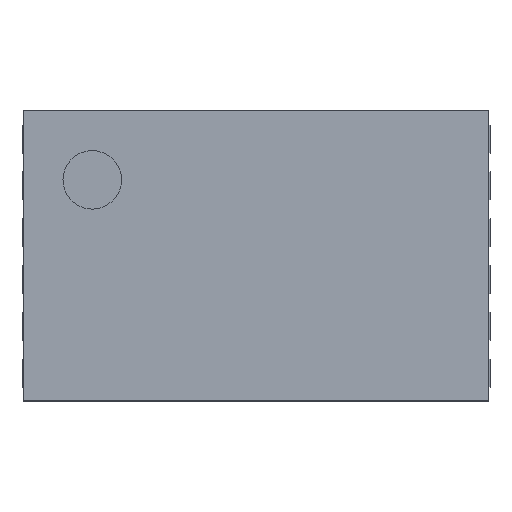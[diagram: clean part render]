
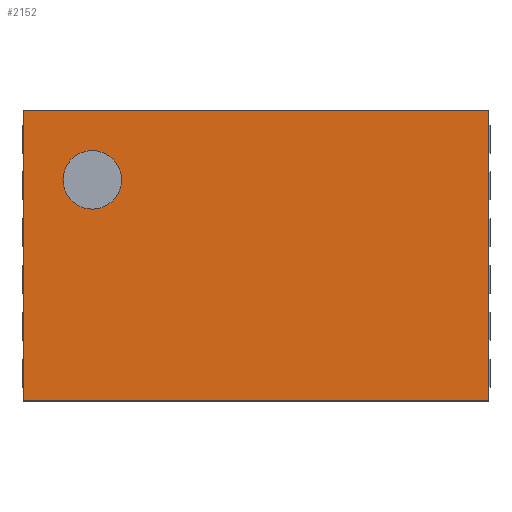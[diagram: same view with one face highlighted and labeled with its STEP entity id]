
A CAD part, top view. The second image highlights one B-rep face of the part: STEP entity #2152.
In plain terms, the highlighted planar face has unit normal (0, 0, 1).
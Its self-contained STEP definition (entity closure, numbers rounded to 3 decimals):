
#622 = VERTEX_POINT('',#623);
#623 = CARTESIAN_POINT('',(1.99,1.24,0.92));
#629 = EDGE_CURVE('',#622,#630,#632,.T.);
#630 = VERTEX_POINT('',#631);
#631 = CARTESIAN_POINT('',(1.99,-1.24,0.92));
#632 = LINE('',#633,#634);
#633 = CARTESIAN_POINT('',(1.99,1.24,0.92));
#634 = VECTOR('',#635,1.);
#635 = DIRECTION('',(0.,-1.,0.));
#790 = VERTEX_POINT('',#791);
#791 = CARTESIAN_POINT('',(-1.99,1.24,0.92));
#799 = EDGE_CURVE('',#790,#622,#800,.T.);
#800 = LINE('',#801,#802);
#801 = CARTESIAN_POINT('',(-1.99,1.24,0.92));
#802 = VECTOR('',#803,1.);
#803 = DIRECTION('',(1.,0.,0.));
#855 = EDGE_CURVE('',#790,#856,#858,.T.);
#856 = VERTEX_POINT('',#857);
#857 = CARTESIAN_POINT('',(-1.99,-1.24,0.92));
#858 = LINE('',#859,#860);
#859 = CARTESIAN_POINT('',(-1.99,1.24,0.92));
#860 = VECTOR('',#861,1.);
#861 = DIRECTION('',(0.,-1.,0.));
#2142 = EDGE_CURVE('',#856,#630,#2143,.T.);
#2143 = LINE('',#2144,#2145);
#2144 = CARTESIAN_POINT('',(-1.99,-1.24,0.92));
#2145 = VECTOR('',#2146,1.);
#2146 = DIRECTION('',(1.,0.,0.));
#2152 = ADVANCED_FACE('',(#2153,#2159),#2170,.T.);
#2153 = FACE_BOUND('',#2154,.T.);
#2154 = EDGE_LOOP('',(#2155,#2156,#2157,#2158));
#2155 = ORIENTED_EDGE('',*,*,#799,.F.);
#2156 = ORIENTED_EDGE('',*,*,#855,.T.);
#2157 = ORIENTED_EDGE('',*,*,#2142,.T.);
#2158 = ORIENTED_EDGE('',*,*,#629,.F.);
#2159 = FACE_BOUND('',#2160,.T.);
#2160 = EDGE_LOOP('',(#2161));
#2161 = ORIENTED_EDGE('',*,*,#2162,.T.);
#2162 = EDGE_CURVE('',#2163,#2163,#2165,.T.);
#2163 = VERTEX_POINT('',#2164);
#2164 = CARTESIAN_POINT('',(-1.4,0.4,0.92));
#2165 = CIRCLE('',#2166,0.25);
#2166 = AXIS2_PLACEMENT_3D('',#2167,#2168,#2169);
#2167 = CARTESIAN_POINT('',(-1.4,0.65,0.92));
#2168 = DIRECTION('',(0.,-0.,-1.));
#2169 = DIRECTION('',(0.,-1.,0.));
#2170 = PLANE('',#2171);
#2171 = AXIS2_PLACEMENT_3D('',#2172,#2173,#2174);
#2172 = CARTESIAN_POINT('',(-1.99,1.24,0.92));
#2173 = DIRECTION('',(0.,0.,1.));
#2174 = DIRECTION('',(0.,-1.,0.));
